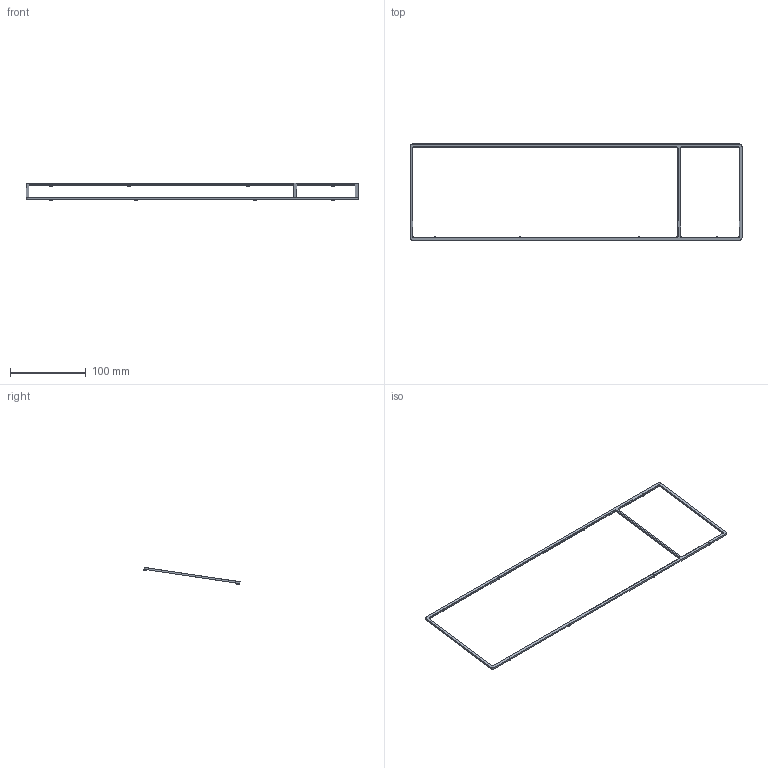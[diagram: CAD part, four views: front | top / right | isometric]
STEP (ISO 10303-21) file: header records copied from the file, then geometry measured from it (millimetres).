
FILE_DESCRIPTION(/* description */ (''),/* implementation_level */ '2;1');
FILE_NAME(/* name */ 'Pangea Fullsize Top Frame.step',/* time_stamp */ '2025-11-14T11:17:05-06:00',/* author */ (''),/* organization */ (''),/* preprocessor_version */ 'ST-DEVELOPER v20.1',/* originating_system */ 'Autodesk Translation Framework v14.17.0.0',/* authorisation */ '');
FILE_SCHEMA (('AUTOMOTIVE_DESIGN { 1 0 10303 214 3 1 1 }'));
Length unit declared in the file: millimetre
Products named in the file (1): pangea fullsize top frame
Bounding box: 437.2 x 126.79 x 22.58 mm (x, y, z)
Volume: 11677.6 mm3; surface area: 15374.5 mm2
Topology: 1 solids, 1 shells, 120 faces, 336 edges, 216 vertices
Faces by surface type: cylinder 52, plane 52, cone 16
Full cylindrical faces by diameter (mm): 1.623 x8
Entity records: 3868 total; most frequent: DIRECTION 682, CARTESIAN_POINT 665, ORIENTED_EDGE 656, EDGE_CURVE 328, AXIS2_PLACEMENT_3D 233, LINE 216, VECTOR 216, VERTEX_POINT 216
